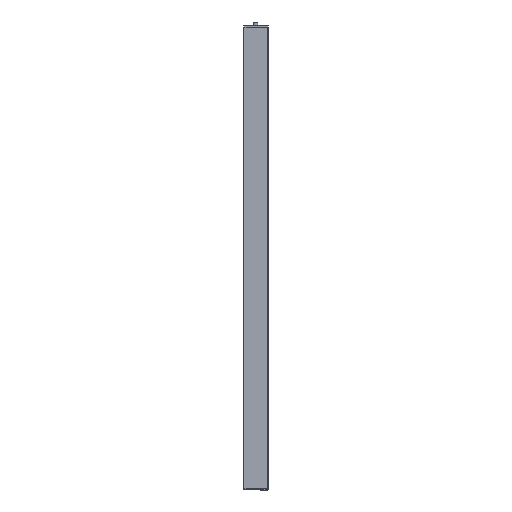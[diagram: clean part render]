
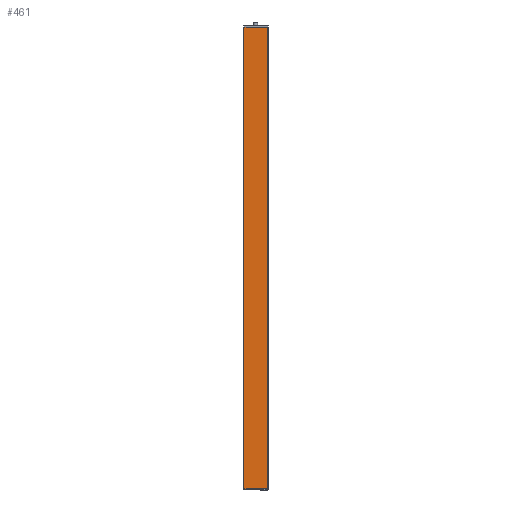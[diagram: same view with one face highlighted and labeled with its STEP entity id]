
A CAD part, left-side view. The second image highlights one B-rep face of the part: STEP entity #461.
In plain terms, the highlighted planar face has unit normal (-1, 0.024, 0).
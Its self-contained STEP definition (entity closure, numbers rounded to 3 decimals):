
#461 = ADVANCED_FACE ( 'NONE', ( #23371 ), #40296, .F. ) ;
#2244 = VERTEX_POINT ( 'NONE', #23987 ) ;
#2560 = CARTESIAN_POINT ( 'NONE',  ( -7.227, 36.312, 354.5 ) ) ;
#4802 = CARTESIAN_POINT ( 'NONE',  ( -8.102, -0.281, -354.5 ) ) ;
#6592 = EDGE_CURVE ( 'NONE', #2244, #26422, #9033, .T. ) ;
#9033 = LINE ( 'NONE', #4802, #50205 ) ;
#9902 = VECTOR ( 'NONE', #24294, 1000. ) ;
#12917 = VERTEX_POINT ( 'NONE', #18005 ) ;
#13235 = DIRECTION ( 'NONE',  ( 0., 0., 1. ) ) ;
#14342 = VECTOR ( 'NONE', #20622, 1000. ) ;
#15952 = AXIS2_PLACEMENT_3D ( 'NONE', #49612, #19680, #19390 ) ;
#16663 = CARTESIAN_POINT ( 'NONE',  ( -8.102, -0.281, 354.5 ) ) ;
#16750 = ORIENTED_EDGE ( 'NONE', *, *, #6592, .T. ) ;
#18005 = CARTESIAN_POINT ( 'NONE',  ( -7.227, 36.312, -354.5 ) ) ;
#19390 = DIRECTION ( 'NONE',  ( 0.024, 1., 0. ) ) ;
#19680 = DIRECTION ( 'NONE',  ( 1., -0.024, 0. ) ) ;
#20622 = DIRECTION ( 'NONE',  ( 0.024, 1., 0. ) ) ;
#22569 = CARTESIAN_POINT ( 'NONE',  ( -7.227, 36.312, -354.5 ) ) ;
#23371 = FACE_OUTER_BOUND ( 'NONE', #28228, .T. ) ;
#23987 = CARTESIAN_POINT ( 'NONE',  ( -8.102, -0.281, -354.5 ) ) ;
#24294 = DIRECTION ( 'NONE',  ( 0.024, 1., 0. ) ) ;
#24471 = CARTESIAN_POINT ( 'NONE',  ( -8.102, -0.281, 354.5 ) ) ;
#26422 = VERTEX_POINT ( 'NONE', #24471 ) ;
#28228 = EDGE_LOOP ( 'NONE', ( #29533, #55479, #29532, #16750 ) ) ;
#28589 = EDGE_CURVE ( 'NONE', #12917, #33707, #48242, .T. ) ;
#29532 = ORIENTED_EDGE ( 'NONE', *, *, #51277, .F. ) ;
#29533 = ORIENTED_EDGE ( 'NONE', *, *, #48953, .T. ) ;
#29941 = DIRECTION ( 'NONE',  ( 0., 0., 1. ) ) ;
#32471 = CARTESIAN_POINT ( 'NONE',  ( -8.102, -0.281, -354.5 ) ) ;
#33707 = VERTEX_POINT ( 'NONE', #2560 ) ;
#38117 = LINE ( 'NONE', #16663, #14342 ) ;
#40296 = PLANE ( 'NONE',  #15952 ) ;
#40378 = LINE ( 'NONE', #32471, #9902 ) ;
#40583 = VECTOR ( 'NONE', #13235, 1000. ) ;
#48242 = LINE ( 'NONE', #22569, #40583 ) ;
#48953 = EDGE_CURVE ( 'NONE', #26422, #33707, #38117, .T. ) ;
#49612 = CARTESIAN_POINT ( 'NONE',  ( -8.102, -0.281, -354.5 ) ) ;
#50205 = VECTOR ( 'NONE', #29941, 1000. ) ;
#51277 = EDGE_CURVE ( 'NONE', #2244, #12917, #40378, .T. ) ;
#55479 = ORIENTED_EDGE ( 'NONE', *, *, #28589, .F. ) ;
